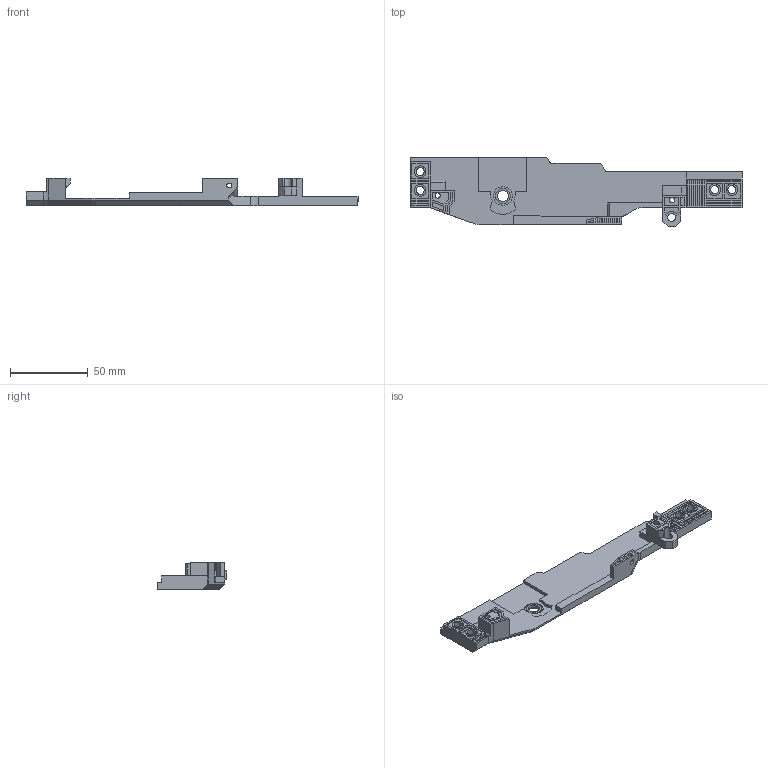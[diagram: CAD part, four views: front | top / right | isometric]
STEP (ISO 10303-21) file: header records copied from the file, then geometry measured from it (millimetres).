
FILE_DESCRIPTION(/* description */ (''),/* implementation_level */ '2;1');
FILE_NAME(/* name */ '14.1-recevier-left-flat.step',/* time_stamp */ '2022-05-04T14:20:14+01:00',/* author */ (''),/* organization */ (''),/* preprocessor_version */ 'ST-DEVELOPER v18.1',/* originating_system */ 'Autodesk Translation Framework v10.14.0.1471',/* authorisation */ '');
FILE_SCHEMA (('AUTOMOTIVE_DESIGN { 1 0 10303 214 3 1 1 }'));
Length unit declared in the file: millimetre
Products named in the file (1): 14.1-recevier-left-flat
Bounding box: 213 x 44.78 x 17.5 mm (x, y, z)
Volume: 38959.7 mm3; surface area: 21141.9 mm2
Topology: 1 solids, 1 shells, 334 faces, 847 edges, 556 vertices
Faces by surface type: plane 291, cylinder 31, cone 11, bspline 1
Full cylindrical faces by diameter (mm): 3.1 x1, 3.3 x2, 5.1 x1, 5.15 x4, 5.6 x1, 5.8 x2, 7.2 x1, 7.45 x4, 9.6 x1, 12 x1
Entity records: 9990 total; most frequent: CARTESIAN_POINT 1762, ORIENTED_EDGE 1694, DIRECTION 1607, EDGE_CURVE 847, LINE 751, VECTOR 751, VERTEX_POINT 556, AXIS2_PLACEMENT_3D 428
